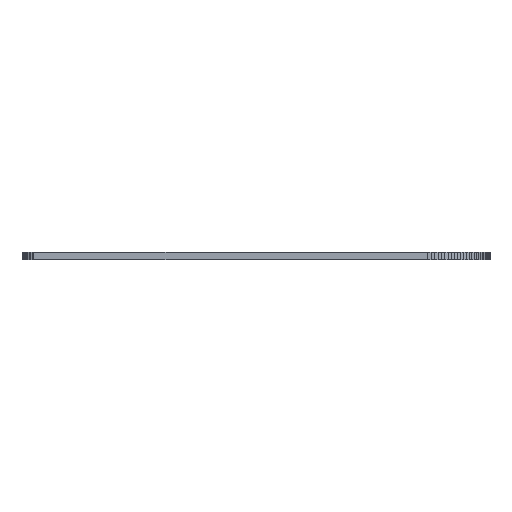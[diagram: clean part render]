
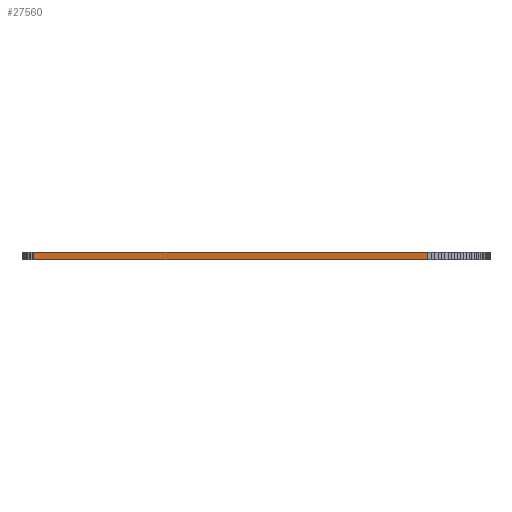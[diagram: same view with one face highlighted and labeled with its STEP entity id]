
A CAD part, left-side view. The second image highlights one B-rep face of the part: STEP entity #27560.
In plain terms, the highlighted planar face has unit normal (-1, 0, 0).
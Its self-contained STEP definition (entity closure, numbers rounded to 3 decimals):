
#90 = PLANE('',#91);
#91 = AXIS2_PLACEMENT_3D('',#92,#93,#94);
#92 = CARTESIAN_POINT('',(195.338,-87.035,1.6));
#93 = DIRECTION('',(-0.,-0.,-1.));
#94 = DIRECTION('',(-1.,0.,0.));
#144 = PLANE('',#145);
#145 = AXIS2_PLACEMENT_3D('',#146,#147,#148);
#146 = CARTESIAN_POINT('',(195.338,-87.035,0.));
#147 = DIRECTION('',(-0.,-0.,-1.));
#148 = DIRECTION('',(-1.,0.,0.));
#1709 = VERTEX_POINT('',#1710);
#1710 = CARTESIAN_POINT('',(39.688,-122.238,0.));
#1724 = PLANE('',#1725);
#1725 = AXIS2_PLACEMENT_3D('',#1726,#1727,#1728);
#1726 = CARTESIAN_POINT('',(39.707,-122.95,0.));
#1727 = DIRECTION('',(-1.,-0.028,0.));
#1728 = DIRECTION('',(-0.028,1.,0.));
#1736 = EDGE_CURVE('',#1709,#1737,#1739,.T.);
#1737 = VERTEX_POINT('',#1738);
#1738 = CARTESIAN_POINT('',(39.688,-42.069,0.));
#1739 = SURFACE_CURVE('',#1740,(#1744,#1751),.PCURVE_S1.);
#1740 = LINE('',#1741,#1742);
#1741 = CARTESIAN_POINT('',(39.688,-122.238,0.));
#1742 = VECTOR('',#1743,1.);
#1743 = DIRECTION('',(0.,1.,0.));
#1744 = PCURVE('',#144,#1745);
#1745 = DEFINITIONAL_REPRESENTATION('',(#1746),#1750);
#1746 = LINE('',#1747,#1748);
#1747 = CARTESIAN_POINT('',(155.651,-35.202));
#1748 = VECTOR('',#1749,1.);
#1749 = DIRECTION('',(0.,1.));
#1750 = ( GEOMETRIC_REPRESENTATION_CONTEXT(2) 
PARAMETRIC_REPRESENTATION_CONTEXT() REPRESENTATION_CONTEXT('2D SPACE',''
  ) );
#1751 = PCURVE('',#1752,#1757);
#1752 = PLANE('',#1753);
#1753 = AXIS2_PLACEMENT_3D('',#1754,#1755,#1756);
#1754 = CARTESIAN_POINT('',(39.688,-122.238,0.));
#1755 = DIRECTION('',(-1.,0.,0.));
#1756 = DIRECTION('',(0.,1.,0.));
#1757 = DEFINITIONAL_REPRESENTATION('',(#1758),#1762);
#1758 = LINE('',#1759,#1760);
#1759 = CARTESIAN_POINT('',(0.,0.));
#1760 = VECTOR('',#1761,1.);
#1761 = DIRECTION('',(1.,0.));
#1762 = ( GEOMETRIC_REPRESENTATION_CONTEXT(2) 
PARAMETRIC_REPRESENTATION_CONTEXT() REPRESENTATION_CONTEXT('2D SPACE',''
  ) );
#1780 = PLANE('',#1781);
#1781 = AXIS2_PLACEMENT_3D('',#1782,#1783,#1784);
#1782 = CARTESIAN_POINT('',(39.688,-42.069,0.));
#1783 = DIRECTION('',(-0.998,0.065,0.));
#1784 = DIRECTION('',(0.065,0.998,0.));
#15792 = VERTEX_POINT('',#15793);
#15793 = CARTESIAN_POINT('',(39.688,-122.238,1.6));
#15814 = EDGE_CURVE('',#15792,#15815,#15817,.T.);
#15815 = VERTEX_POINT('',#15816);
#15816 = CARTESIAN_POINT('',(39.688,-42.069,1.6));
#15817 = SURFACE_CURVE('',#15818,(#15822,#15829),.PCURVE_S1.);
#15818 = LINE('',#15819,#15820);
#15819 = CARTESIAN_POINT('',(39.688,-122.238,1.6));
#15820 = VECTOR('',#15821,1.);
#15821 = DIRECTION('',(0.,1.,0.));
#15822 = PCURVE('',#90,#15823);
#15823 = DEFINITIONAL_REPRESENTATION('',(#15824),#15828);
#15824 = LINE('',#15825,#15826);
#15825 = CARTESIAN_POINT('',(155.651,-35.202));
#15826 = VECTOR('',#15827,1.);
#15827 = DIRECTION('',(0.,1.));
#15828 = ( GEOMETRIC_REPRESENTATION_CONTEXT(2) 
PARAMETRIC_REPRESENTATION_CONTEXT() REPRESENTATION_CONTEXT('2D SPACE',''
  ) );
#15829 = PCURVE('',#1752,#15830);
#15830 = DEFINITIONAL_REPRESENTATION('',(#15831),#15835);
#15831 = LINE('',#15832,#15833);
#15832 = CARTESIAN_POINT('',(0.,-1.6));
#15833 = VECTOR('',#15834,1.);
#15834 = DIRECTION('',(1.,0.));
#15835 = ( GEOMETRIC_REPRESENTATION_CONTEXT(2) 
PARAMETRIC_REPRESENTATION_CONTEXT() REPRESENTATION_CONTEXT('2D SPACE',''
  ) );
#27510 = EDGE_CURVE('',#1737,#15815,#27511,.T.);
#27511 = SURFACE_CURVE('',#27512,(#27516,#27523),.PCURVE_S1.);
#27512 = LINE('',#27513,#27514);
#27513 = CARTESIAN_POINT('',(39.688,-42.069,0.));
#27514 = VECTOR('',#27515,1.);
#27515 = DIRECTION('',(0.,0.,1.));
#27516 = PCURVE('',#1780,#27517);
#27517 = DEFINITIONAL_REPRESENTATION('',(#27518),#27522);
#27518 = LINE('',#27519,#27520);
#27519 = CARTESIAN_POINT('',(0.,0.));
#27520 = VECTOR('',#27521,1.);
#27521 = DIRECTION('',(0.,-1.));
#27522 = ( GEOMETRIC_REPRESENTATION_CONTEXT(2) 
PARAMETRIC_REPRESENTATION_CONTEXT() REPRESENTATION_CONTEXT('2D SPACE',''
  ) );
#27523 = PCURVE('',#1752,#27524);
#27524 = DEFINITIONAL_REPRESENTATION('',(#27525),#27529);
#27525 = LINE('',#27526,#27527);
#27526 = CARTESIAN_POINT('',(80.169,0.));
#27527 = VECTOR('',#27528,1.);
#27528 = DIRECTION('',(0.,-1.));
#27529 = ( GEOMETRIC_REPRESENTATION_CONTEXT(2) 
PARAMETRIC_REPRESENTATION_CONTEXT() REPRESENTATION_CONTEXT('2D SPACE',''
  ) );
#27560 = ADVANCED_FACE('',(#27561),#1752,.T.);
#27561 = FACE_BOUND('',#27562,.T.);
#27562 = EDGE_LOOP('',(#27563,#27584,#27585,#27586));
#27563 = ORIENTED_EDGE('',*,*,#27564,.T.);
#27564 = EDGE_CURVE('',#1709,#15792,#27565,.T.);
#27565 = SURFACE_CURVE('',#27566,(#27570,#27577),.PCURVE_S1.);
#27566 = LINE('',#27567,#27568);
#27567 = CARTESIAN_POINT('',(39.688,-122.238,0.));
#27568 = VECTOR('',#27569,1.);
#27569 = DIRECTION('',(0.,0.,1.));
#27570 = PCURVE('',#1752,#27571);
#27571 = DEFINITIONAL_REPRESENTATION('',(#27572),#27576);
#27572 = LINE('',#27573,#27574);
#27573 = CARTESIAN_POINT('',(0.,0.));
#27574 = VECTOR('',#27575,1.);
#27575 = DIRECTION('',(0.,-1.));
#27576 = ( GEOMETRIC_REPRESENTATION_CONTEXT(2) 
PARAMETRIC_REPRESENTATION_CONTEXT() REPRESENTATION_CONTEXT('2D SPACE',''
  ) );
#27577 = PCURVE('',#1724,#27578);
#27578 = DEFINITIONAL_REPRESENTATION('',(#27579),#27583);
#27579 = LINE('',#27580,#27581);
#27580 = CARTESIAN_POINT('',(0.712,0.));
#27581 = VECTOR('',#27582,1.);
#27582 = DIRECTION('',(0.,-1.));
#27583 = ( GEOMETRIC_REPRESENTATION_CONTEXT(2) 
PARAMETRIC_REPRESENTATION_CONTEXT() REPRESENTATION_CONTEXT('2D SPACE',''
  ) );
#27584 = ORIENTED_EDGE('',*,*,#15814,.T.);
#27585 = ORIENTED_EDGE('',*,*,#27510,.F.);
#27586 = ORIENTED_EDGE('',*,*,#1736,.F.);
